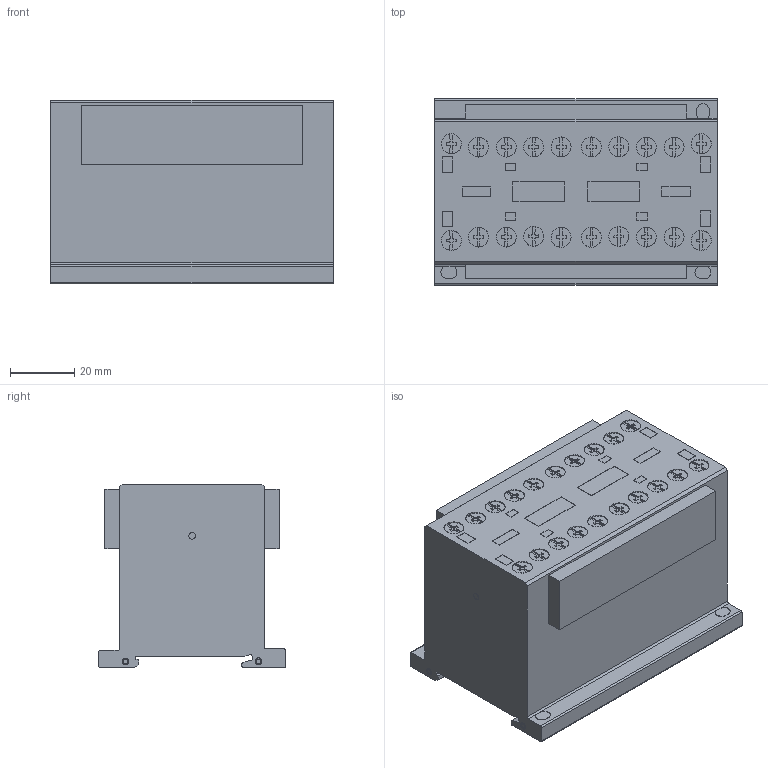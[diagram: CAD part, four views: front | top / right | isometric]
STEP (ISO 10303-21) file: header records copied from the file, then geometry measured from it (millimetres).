
FILE_DESCRIPTION((''),'2;1');
FILE_NAME('3d_11BGC09T4A23060.stp','2012-10-03T12:50:06',(''),(''),'Mechanical Desktop 2011','Mechanical Desktop 2011',', , ');
FILE_SCHEMA(('CONFIG_CONTROL_DESIGN'));
Length unit declared in the file: millimetre
Products named in the file (1): Product
Bounding box: 88 x 58 x 57.17 mm (x, y, z)
Volume: 233375 mm3; surface area: 33360.2 mm2
Topology: 3 solids, 3 shells, 771 faces, 2236 edges, 1535 vertices
Faces by surface type: plane 569, cylinder 196, bspline 6
Entity records: 25457 total; most frequent: CARTESIAN_POINT 4537, ORIENTED_EDGE 4408, DIRECTION 4295, EDGE_CURVE 2204, VECTOR 1709, LINE 1709, VERTEX_POINT 1480, AXIS2_PLACEMENT_3D 1293
